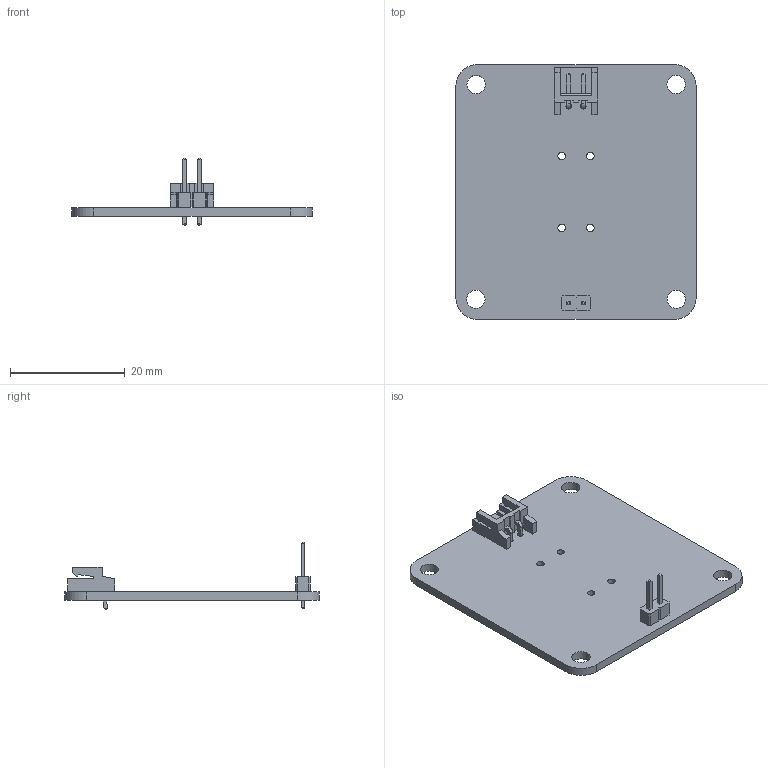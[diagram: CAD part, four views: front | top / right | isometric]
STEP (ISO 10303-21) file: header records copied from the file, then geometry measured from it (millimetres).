
FILE_DESCRIPTION(('KiCad electronic assembly'),'2;1');
FILE_NAME('ReadyButtonBoard.step','2025-04-02T07:30:43',('Pcbnew'),( 'Kicad'),'Open CASCADE STEP processor 7.8','KiCad to STEP converter' ,'Unknown');
FILE_SCHEMA(('AUTOMOTIVE_DESIGN { 1 0 10303 214 1 1 1 1 }'));
Length unit declared in the file: millimetre
Products named in the file (4): ReadyButtonBoard 1; JST_EH_S2B-EH_1x02_P2.50mm_Horizontal; PinHeader_1x02_P2.54mm_Vertical; ReadyButtonBoard_PCB
Assembly tree (3 placements, depth 2):
  ReadyButtonBoard 1
    JST_EH_S2B-EH_1x02_P2.50mm_Horizontal
    PinHeader_1x02_P2.54mm_Vertical
    ReadyButtonBoard_PCB
Bounding box: 41.91 x 44.45 x 11.74 mm (x, y, z)
Volume: 2867.4 mm3; surface area: 4406.1 mm2
Topology: 3 solids, 3 shells, 172 faces, 450 edges, 292 vertices
Faces by surface type: plane 152, cylinder 20
Full cylindrical faces by diameter (mm): 1 x4, 1.3 x4, 3.2 x4
Entity records: 6355 total; most frequent: CARTESIAN_POINT 918, ORIENTED_EDGE 900, DIRECTION 842, EDGE_CURVE 450, LINE 410, VECTOR 410, VERTEX_POINT 292, AXIS2_PLACEMENT_3D 216
